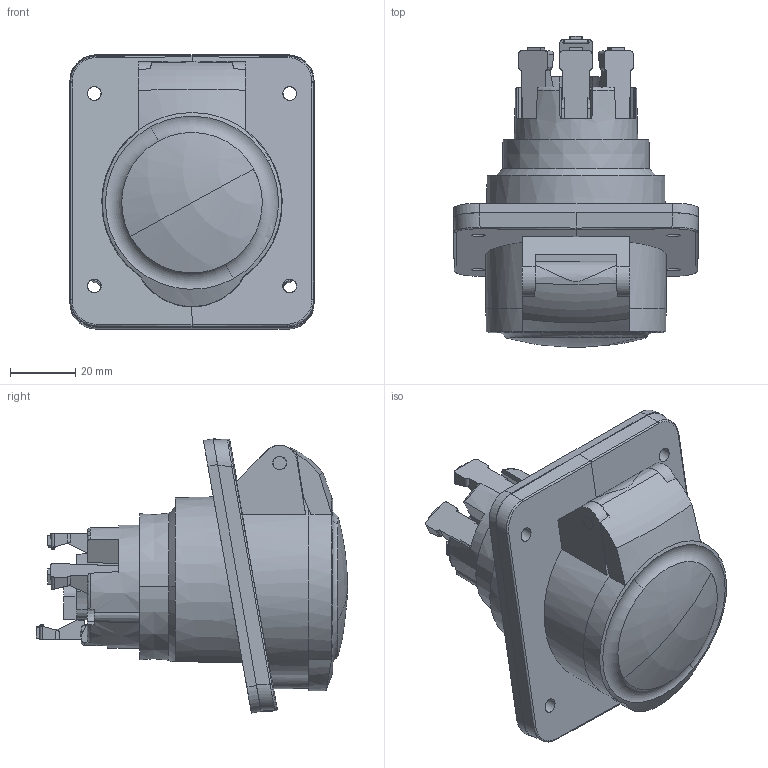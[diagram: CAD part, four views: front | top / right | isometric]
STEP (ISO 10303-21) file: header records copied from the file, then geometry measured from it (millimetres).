
FILE_DESCRIPTION((''),'2;1');
FILE_NAME('GW62209FH_SW0002','2020-10-08T11:40:50',('User'),('Axiro Italia'),'CREO PARAMETRIC BY PTC INC, 2020074','CREO PARAMETRIC BY PTC INC, 2020074','');
FILE_SCHEMA(('CONFIG_CONTROL_DESIGN'));
Length unit declared in the file: millimetre
Products named in the file (1): GW62209FH_SW0002
Bounding box: 75 x 95.58 x 84.23 mm (x, y, z)
Volume: 194695.6 mm3; surface area: 32496.2 mm2
Topology: 1 solids, 1 shells, 639 faces, 1911 edges, 1260 vertices
Faces by surface type: plane 404, cylinder 163, cone 30, bspline 26, torus 12, sphere 4
Entity records: 25809 total; most frequent: CARTESIAN_POINT 9393, ORIENTED_EDGE 3818, DIRECTION 2850, EDGE_CURVE 1909, VERTEX_POINT 1260, VECTOR 1192, LINE 1192, AXIS2_PLACEMENT_3D 829
